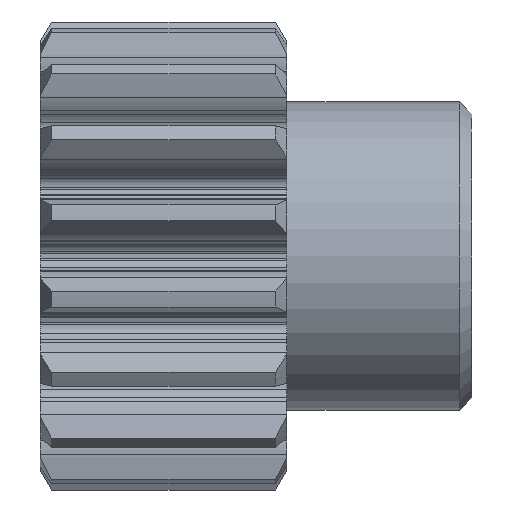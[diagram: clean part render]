
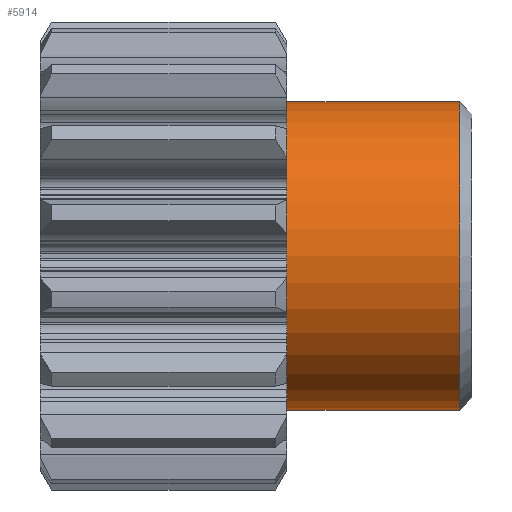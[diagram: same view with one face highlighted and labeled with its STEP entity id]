
A CAD part, front view. The second image highlights one B-rep face of the part: STEP entity #5914.
In plain terms, the highlighted cylindrical face has radius 12.5 mm (diameter 25 mm), a partial arc.
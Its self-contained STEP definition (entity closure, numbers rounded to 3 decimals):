
#3648=CARTESIAN_POINT('',(20.,0.,12.5));
#3649=VERTEX_POINT('',#3648);
#3650=CARTESIAN_POINT('',(20.,-0.,-12.5));
#3651=VERTEX_POINT('',#3650);
#3652=CARTESIAN_POINT('',(20.,0.,0.));
#3653=DIRECTION('',(1.,0.,0.));
#3654=DIRECTION('',(0.,0.,-1.));
#3655=AXIS2_PLACEMENT_3D('',#3652,#3653,#3654);
#3656=CIRCLE('',#3655,12.5);
#3657=EDGE_CURVE('',#3649,#3651,#3656,.T.);
#5883=CARTESIAN_POINT('',(35.,0.,0.));
#5884=DIRECTION('',(1.,0.,0.));
#5885=DIRECTION('',(0.,0.,-1.));
#5886=AXIS2_PLACEMENT_3D('',#5883,#5884,#5885);
#5887=CYLINDRICAL_SURFACE('',#5886,12.5);
#5888=CARTESIAN_POINT('',(34.,0.,12.5));
#5889=VERTEX_POINT('',#5888);
#5890=CARTESIAN_POINT('',(34.,0.,12.5));
#5891=DIRECTION('',(-1.,-0.,0.));
#5892=VECTOR('',#5891,14.);
#5893=LINE('',#5890,#5892);
#5894=EDGE_CURVE('',#5889,#3649,#5893,.T.);
#5895=ORIENTED_EDGE('',*,*,#5894,.T.);
#5896=ORIENTED_EDGE('',*,*,#3657,.T.);
#5897=CARTESIAN_POINT('',(34.,-0.,-12.5));
#5898=VERTEX_POINT('',#5897);
#5899=CARTESIAN_POINT('',(34.,0.,-12.5));
#5900=DIRECTION('',(-1.,-0.,0.));
#5901=VECTOR('',#5900,14.);
#5902=LINE('',#5899,#5901);
#5903=EDGE_CURVE('',#5898,#3651,#5902,.T.);
#5904=ORIENTED_EDGE('',*,*,#5903,.F.);
#5905=CARTESIAN_POINT('',(34.,0.,0.));
#5906=DIRECTION('',(1.,0.,0.));
#5907=DIRECTION('',(0.,0.,-1.));
#5908=AXIS2_PLACEMENT_3D('',#5905,#5906,#5907);
#5909=CIRCLE('',#5908,12.5);
#5910=EDGE_CURVE('',#5889,#5898,#5909,.T.);
#5911=ORIENTED_EDGE('',*,*,#5910,.F.);
#5912=EDGE_LOOP('',(#5895,#5896,#5904,#5911));
#5913=FACE_BOUND('',#5912,.T.);
#5914=ADVANCED_FACE('',(#5913),#5887,.T.);
